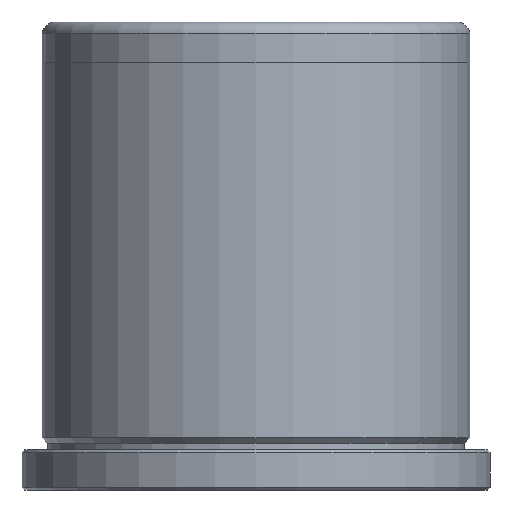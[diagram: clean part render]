
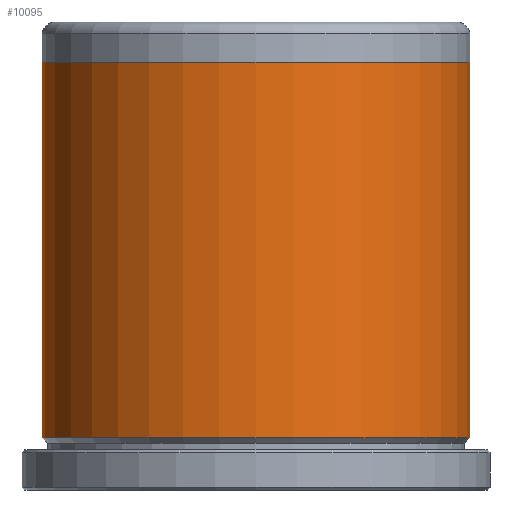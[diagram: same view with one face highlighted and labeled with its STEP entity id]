
A CAD part, front view. The second image highlights one B-rep face of the part: STEP entity #10095.
In plain terms, the highlighted cylindrical face has radius 16 mm (diameter 32 mm), a partial arc.
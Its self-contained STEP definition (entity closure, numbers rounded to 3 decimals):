
#321 = DIRECTION ( 'NONE',  ( -1., 0., 0. ) ) ;
#335 = DIRECTION ( 'NONE',  ( 0., 0., -1. ) ) ;
#367 = CARTESIAN_POINT ( 'NONE',  ( 0., 0., 32. ) ) ;
#741 = AXIS2_PLACEMENT_3D ( 'NONE', #367, #335, #321 ) ;
#934 = EDGE_CURVE ( 'NONE', #4258, #4403, #2942, .T. ) ;
#1701 = EDGE_CURVE ( 'NONE', #3833, #6127, #9732, .T. ) ;
#1847 = CARTESIAN_POINT ( 'NONE',  ( 0., 0., 35. ) ) ;
#1923 = EDGE_CURVE ( 'NONE', #3833, #4258, #10963, .T. ) ;
#2069 = CARTESIAN_POINT ( 'NONE',  ( 16., 0., 3.9 ) ) ;
#2942 = LINE ( 'NONE', #3232, #3256 ) ;
#3050 = CARTESIAN_POINT ( 'NONE',  ( -16., 0., 3.9 ) ) ;
#3232 = CARTESIAN_POINT ( 'NONE',  ( -16., 0., 35. ) ) ;
#3256 = VECTOR ( 'NONE', #3435, 1000. ) ;
#3435 = DIRECTION ( 'NONE',  ( 0., 0., -1. ) ) ;
#3554 = EDGE_LOOP ( 'NONE', ( #5677, #6873, #7026, #10563 ) ) ;
#3639 = CYLINDRICAL_SURFACE ( 'NONE', #9988, 16. ) ;
#3757 = FACE_OUTER_BOUND ( 'NONE', #3554, .T. ) ;
#3833 = VERTEX_POINT ( 'NONE', #10122 ) ;
#4258 = VERTEX_POINT ( 'NONE', #4508 ) ;
#4403 = VERTEX_POINT ( 'NONE', #3050 ) ;
#4508 = CARTESIAN_POINT ( 'NONE',  ( -16., 0., 32. ) ) ;
#4959 = CARTESIAN_POINT ( 'NONE',  ( 0., 0., 3.9 ) ) ;
#5254 = CARTESIAN_POINT ( 'NONE',  ( 16., 0., 35. ) ) ;
#5345 = DIRECTION ( 'NONE',  ( 0., 0., -1. ) ) ;
#5677 = ORIENTED_EDGE ( 'NONE', *, *, #1701, .F. ) ;
#6005 = DIRECTION ( 'NONE',  ( -1., 0., 0. ) ) ;
#6127 = VERTEX_POINT ( 'NONE', #2069 ) ;
#6478 = CIRCLE ( 'NONE', #11567, 16. ) ;
#6873 = ORIENTED_EDGE ( 'NONE', *, *, #1923, .T. ) ;
#7026 = ORIENTED_EDGE ( 'NONE', *, *, #934, .T. ) ;
#7185 = EDGE_CURVE ( 'NONE', #6127, #4403, #6478, .T. ) ;
#7461 = VECTOR ( 'NONE', #5345, 1000. ) ;
#7864 = DIRECTION ( 'NONE',  ( -1., 0., 0. ) ) ;
#9730 = DIRECTION ( 'NONE',  ( 0., 0., -1. ) ) ;
#9732 = LINE ( 'NONE', #5254, #7461 ) ;
#9988 = AXIS2_PLACEMENT_3D ( 'NONE', #1847, #9730, #7864 ) ;
#10095 = ADVANCED_FACE ( 'NONE', ( #3757 ), #3639, .T. ) ;
#10122 = CARTESIAN_POINT ( 'NONE',  ( 16., 0., 32. ) ) ;
#10563 = ORIENTED_EDGE ( 'NONE', *, *, #7185, .F. ) ;
#10963 = CIRCLE ( 'NONE', #741, 16. ) ;
#11486 = DIRECTION ( 'NONE',  ( 0., 0., -1. ) ) ;
#11567 = AXIS2_PLACEMENT_3D ( 'NONE', #4959, #11486, #6005 ) ;
